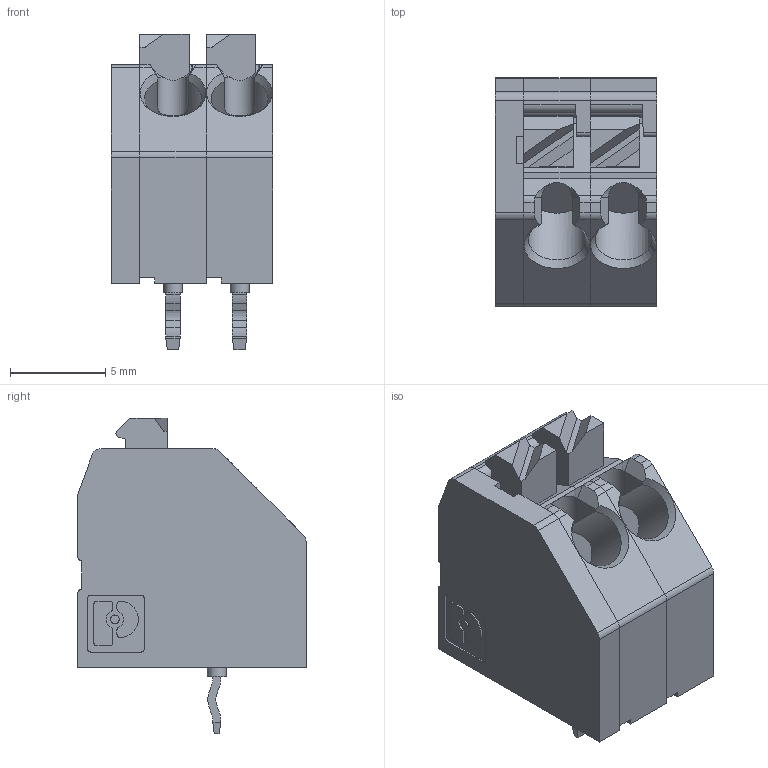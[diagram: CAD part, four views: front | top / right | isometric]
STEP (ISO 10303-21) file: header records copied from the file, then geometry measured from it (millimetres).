
FILE_DESCRIPTION(/* description */ (''),/* implementation_level */ '2;1');
FILE_NAME(/* name */ '1713017.step',/* time_stamp */ '2022-06-14T15:59:13-04:00',/* author */ (''),/* organization */ (''),/* preprocessor_version */ 'ST-DEVELOPER v19',/* originating_system */ 'Autodesk Translation Framework v11.7.0.108',/* authorisation */ '');
FILE_SCHEMA (('AUTOMOTIVE_DESIGN { 1 0 10303 214 3 1 1 }'));
Length unit declared in the file: millimetre
Products named in the file (7): 1713017; PTSA1_5-2-3_5-F; PTSA1_5-2-3_5-F-1; PTSA1_5-Dkl; Bohrloecher; Bohrloch2; Bohrloch1
Assembly tree (6 placements, depth 3):
  1713017
    PTSA1_5-2-3_5-F
    PTSA1_5-2-3_5-F-1
    PTSA1_5-Dkl
    Bohrloecher
      Bohrloch2
      Bohrloch1
Bounding box: 8.5 x 12 x 16.6 mm (x, y, z)
Volume: 970.6 mm3; surface area: 1313.3 mm2
Topology: 5 solids, 5 shells, 266 faces, 708 edges, 464 vertices
Faces by surface type: plane 169, cylinder 76, cone 21
Full cylindrical faces by diameter (mm): 0.457 x1, 1 x2, 1.04 x4, 1.14 x4, 1.38 x1, 1.47 x1, 3 x2
Entity records: 8845 total; most frequent: CARTESIAN_POINT 1559, DIRECTION 1446, ORIENTED_EDGE 1416, EDGE_CURVE 708, LINE 504, VECTOR 504, AXIS2_PLACEMENT_3D 471, VERTEX_POINT 464
